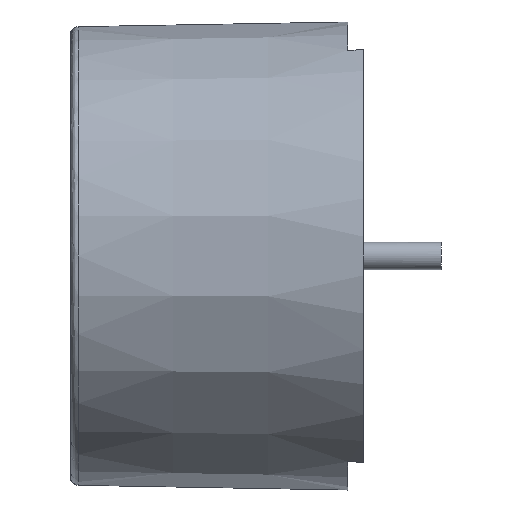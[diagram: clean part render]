
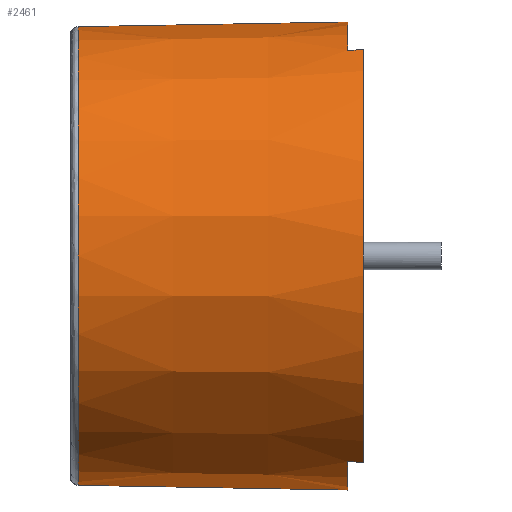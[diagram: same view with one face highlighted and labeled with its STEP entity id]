
A CAD part, left-side view. The second image highlights one B-rep face of the part: STEP entity #2461.
In plain terms, the highlighted conical face has half-angle 1 degrees and reference radius 6 mm.
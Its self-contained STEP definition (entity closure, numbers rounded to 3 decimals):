
#9 = CARTESIAN_POINT ( 'NONE',  ( 0., 7.303, 5.873 ) ) ;
#29 = DIRECTION ( 'NONE',  ( 0., -1., 0. ) ) ;
#39 = CARTESIAN_POINT ( 'NONE',  ( -2.85, 0., -5.28 ) ) ;
#91 = VERTEX_POINT ( 'NONE', #2128 ) ;
#171 = EDGE_CURVE ( 'NONE', #783, #1595, #807, .T. ) ;
#202 = CARTESIAN_POINT ( 'NONE',  ( -1.704, 0.4, -5.751 ) ) ;
#336 = ORIENTED_EDGE ( 'NONE', *, *, #1859, .T. ) ;
#351 = CIRCLE ( 'NONE', #2238, 5.873 ) ;
#387 = VECTOR ( 'NONE', #1593, 1000. ) ;
#420 = CARTESIAN_POINT ( 'NONE',  ( -2.85, 0.4, 5.272 ) ) ;
#455 = EDGE_CURVE ( 'NONE', #1923, #91, #2499, .T. ) ;
#460 = VERTEX_POINT ( 'NONE', #566 ) ;
#464 = VECTOR ( 'NONE', #550, 1000. ) ;
#503 = CARTESIAN_POINT ( 'NONE',  ( -2.85, 0., 5.28 ) ) ;
#536 = CARTESIAN_POINT ( 'NONE',  ( 0., 0., 6. ) ) ;
#538 = CARTESIAN_POINT ( 'NONE',  ( 0., 7.303, -5.873 ) ) ;
#542 = B_SPLINE_CURVE_WITH_KNOTS ( 'NONE', 3,
 ( #739, #2104, #1906, #1341, #1935, #1733, #956, #2323 ),
 .UNSPECIFIED., .F., .F.,
 ( 4, 2, 2, 4 ),
 ( -0.003, -0.001, -0.001, 0. ),
 .UNSPECIFIED. ) ;
#550 = DIRECTION ( 'NONE',  ( 0., -1., 0.017 ) ) ;
#566 = CARTESIAN_POINT ( 'NONE',  ( -2.85, 0.4, -5.272 ) ) ;
#581 = CARTESIAN_POINT ( 'NONE',  ( -2.85, 0., -5.28 ) ) ;
#596 = CARTESIAN_POINT ( 'NONE',  ( 0., 0., -6. ) ) ;
#662 = EDGE_CURVE ( 'NONE', #1595, #460, #1681, .T. ) ;
#708 = DIRECTION ( 'NONE',  ( 0., 1., 0. ) ) ;
#739 = CARTESIAN_POINT ( 'NONE',  ( -2.85, 0.4, 5.272 ) ) ;
#775 = DIRECTION ( 'NONE',  ( 0., 0., 1. ) ) ;
#783 = VERTEX_POINT ( 'NONE', #538 ) ;
#788 = ORIENTED_EDGE ( 'NONE', *, *, #455, .F. ) ;
#797 = CARTESIAN_POINT ( 'NONE',  ( -0.499, 0.4, -5.993 ) ) ;
#807 = LINE ( 'NONE', #596, #387 ) ;
#896 = CARTESIAN_POINT ( 'NONE',  ( 0., 0., 0. ) ) ;
#897 = ORIENTED_EDGE ( 'NONE', *, *, #662, .T. ) ;
#954 = CARTESIAN_POINT ( 'NONE',  ( 0., 0.4, -5.993 ) ) ;
#956 = CARTESIAN_POINT ( 'NONE',  ( -0.249, 0.4, 5.993 ) ) ;
#966 = CARTESIAN_POINT ( 'NONE',  ( -2.85, 0.4, 5.272 ) ) ;
#1046 = CARTESIAN_POINT ( 'NONE',  ( -2.85, 0.267, 5.275 ) ) ;
#1166 = CARTESIAN_POINT ( 'NONE',  ( -2.85, 0.4, -5.272 ) ) ;
#1190 = CARTESIAN_POINT ( 'NONE',  ( -2.85, 0.267, -5.275 ) ) ;
#1279 = CARTESIAN_POINT ( 'NONE',  ( -2.85, 0.133, 5.277 ) ) ;
#1297 = CARTESIAN_POINT ( 'NONE',  ( 0., 0., 0. ) ) ;
#1341 = CARTESIAN_POINT ( 'NONE',  ( -1.236, 0.4, 5.869 ) ) ;
#1347 = CARTESIAN_POINT ( 'NONE',  ( -2.405, 0.401, -5.495 ) ) ;
#1375 = CARTESIAN_POINT ( 'NONE',  ( -2.85, 0.4, -5.272 ) ) ;
#1389 = CARTESIAN_POINT ( 'NONE',  ( -1.941, 0.4, -5.675 ) ) ;
#1424 = CONICAL_SURFACE ( 'NONE', #2007, 6., 0.017 ) ;
#1537 = ORIENTED_EDGE ( 'NONE', *, *, #2428, .T. ) ;
#1559 = EDGE_CURVE ( 'NONE', #460, #2464, #2344, .T. ) ;
#1572 = DIRECTION ( 'NONE',  ( 0., -1., 0. ) ) ;
#1592 = DIRECTION ( 'NONE',  ( 0., 0., -1. ) ) ;
#1593 = DIRECTION ( 'NONE',  ( 0., -1., -0.017 ) ) ;
#1595 = VERTEX_POINT ( 'NONE', #2359 ) ;
#1613 = B_SPLINE_CURVE_WITH_KNOTS ( 'NONE', 3,
 ( #503, #1279, #1046, #966 ),
 .UNSPECIFIED., .F., .F.,
 ( 4, 4 ),
 ( 0., 1. ),
 .UNSPECIFIED. ) ;
#1681 = B_SPLINE_CURVE_WITH_KNOTS ( 'NONE', 3,
 ( #954, #797, #2322, #202, #1389, #1347, #2140, #1375 ),
 .UNSPECIFIED., .F., .F.,
 ( 4, 2, 2, 4 ),
 ( 0.003, 0.004, 0.005, 0.006 ),
 .UNSPECIFIED. ) ;
#1708 = EDGE_LOOP ( 'NONE', ( #788, #1889, #2028, #897, #2123, #1537, #1976, #336 ) ) ;
#1713 = AXIS2_PLACEMENT_3D ( 'NONE', #1297, #708, #2089 ) ;
#1724 = VERTEX_POINT ( 'NONE', #2437 ) ;
#1733 = CARTESIAN_POINT ( 'NONE',  ( -0.497, 0.4, 5.978 ) ) ;
#1794 = CARTESIAN_POINT ( 'NONE',  ( -2.85, 0.133, -5.277 ) ) ;
#1859 = EDGE_CURVE ( 'NONE', #2540, #91, #542, .T. ) ;
#1889 = ORIENTED_EDGE ( 'NONE', *, *, #2183, .T. ) ;
#1906 = CARTESIAN_POINT ( 'NONE',  ( -1.953, 0.4, 5.687 ) ) ;
#1912 = FACE_OUTER_BOUND ( 'NONE', #1708, .T. ) ;
#1923 = VERTEX_POINT ( 'NONE', #9 ) ;
#1935 = CARTESIAN_POINT ( 'NONE',  ( -0.991, 0.4, 5.916 ) ) ;
#1976 = ORIENTED_EDGE ( 'NONE', *, *, #2050, .T. ) ;
#2007 = AXIS2_PLACEMENT_3D ( 'NONE', #896, #29, #1592 ) ;
#2028 = ORIENTED_EDGE ( 'NONE', *, *, #171, .T. ) ;
#2050 = EDGE_CURVE ( 'NONE', #1724, #2540, #1613, .T. ) ;
#2089 = DIRECTION ( 'NONE',  ( 0., 0., -1. ) ) ;
#2104 = CARTESIAN_POINT ( 'NONE',  ( -2.411, 0.401, 5.509 ) ) ;
#2123 = ORIENTED_EDGE ( 'NONE', *, *, #1559, .T. ) ;
#2128 = CARTESIAN_POINT ( 'NONE',  ( 0., 0.4, 5.993 ) ) ;
#2140 = CARTESIAN_POINT ( 'NONE',  ( -2.631, 0.401, -5.391 ) ) ;
#2183 = EDGE_CURVE ( 'NONE', #1923, #783, #351, .T. ) ;
#2238 = AXIS2_PLACEMENT_3D ( 'NONE', #2331, #1572, #775 ) ;
#2274 = CIRCLE ( 'NONE', #1713, 6. ) ;
#2322 = CARTESIAN_POINT ( 'NONE',  ( -0.987, 0.399, -5.932 ) ) ;
#2323 = CARTESIAN_POINT ( 'NONE',  ( 0., 0.4, 5.993 ) ) ;
#2331 = CARTESIAN_POINT ( 'NONE',  ( 0., 7.303, 0. ) ) ;
#2344 = B_SPLINE_CURVE_WITH_KNOTS ( 'NONE', 3,
 ( #1166, #1190, #1794, #39 ),
 .UNSPECIFIED., .F., .F.,
 ( 4, 4 ),
 ( 0., 1. ),
 .UNSPECIFIED. ) ;
#2359 = CARTESIAN_POINT ( 'NONE',  ( 0., 0.4, -5.993 ) ) ;
#2428 = EDGE_CURVE ( 'NONE', #2464, #1724, #2274, .T. ) ;
#2437 = CARTESIAN_POINT ( 'NONE',  ( -2.85, 0., 5.28 ) ) ;
#2461 = ADVANCED_FACE ( 'NONE', ( #1912 ), #1424, .T. ) ;
#2464 = VERTEX_POINT ( 'NONE', #581 ) ;
#2499 = LINE ( 'NONE', #536, #464 ) ;
#2540 = VERTEX_POINT ( 'NONE', #420 ) ;
